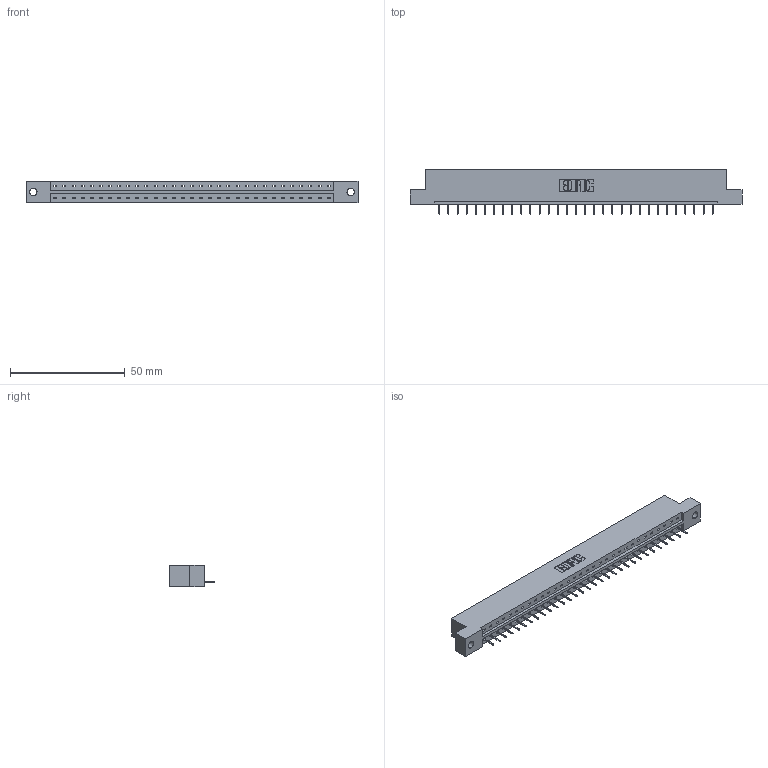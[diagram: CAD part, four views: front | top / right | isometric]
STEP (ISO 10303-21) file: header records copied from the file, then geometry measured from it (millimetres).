
FILE_DESCRIPTION (( 'STEP AP203' ), '1' );
FILE_NAME ('333-031-524-102.STEP', '2018-08-02T19:16:28', ( '' ), ( '' ), 'SwSTEP 2.0', 'SolidWorks 2016', '' );
FILE_SCHEMA (( 'CONFIG_CONTROL_DESIGN' ));
Length unit declared in the file: inch
Products named in the file (3): 333 Part_Flush - .128 Dia; 345-292-001_345-293-124; 333-031-524-102
Assembly tree (32 placements, depth 2):
  333-031-524-102
    333 Part_Flush - .128 Dia
    345-292-001_345-293-124  x31
Bounding box: 144.37 x 19.69 x 9.4 mm (x, y, z)
Volume: 14274.3 mm3; surface area: 14679.5 mm2
Topology: 32 solids, 32 shells, 2036 faces, 5891 edges, 3802 vertices
Faces by surface type: plane 1558, cylinder 478
Entity records: 20451 total; most frequent: CARTESIAN_POINT 3535, ORIENTED_EDGE 3502, DIRECTION 3005, EDGE_CURVE 1751, VECTOR 1627, LINE 1627, VERTEX_POINT 1162, AXIS2_PLACEMENT_3D 689
